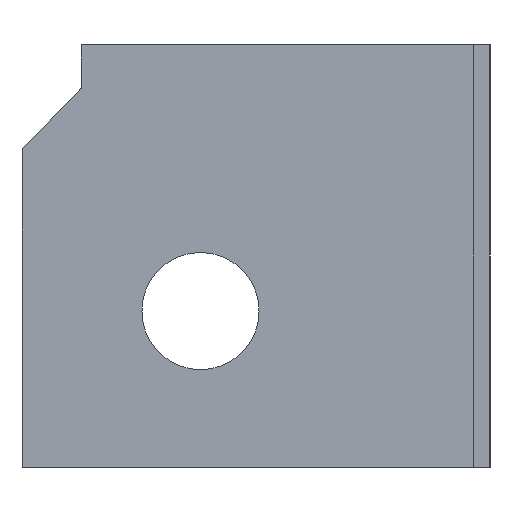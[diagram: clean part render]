
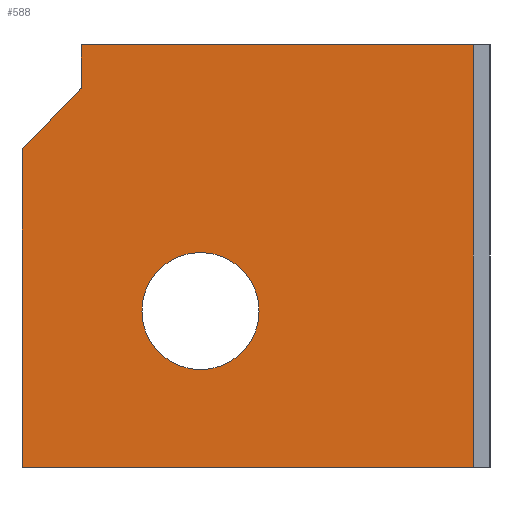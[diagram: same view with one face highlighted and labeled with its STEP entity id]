
A CAD part, front view. The second image highlights one B-rep face of the part: STEP entity #588.
In plain terms, the highlighted planar face has unit normal (0, -1, 0).
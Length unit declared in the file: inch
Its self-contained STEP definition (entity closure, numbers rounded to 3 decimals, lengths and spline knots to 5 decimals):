
#20=FACE_BOUND('',#67,.T.);
#27=CIRCLE('',#636,0.133);
#34=FACE_OUTER_BOUND('',#66,.T.);
#66=EDGE_LOOP('',(#414,#415,#416,#417,#418,#419,#420));
#67=EDGE_LOOP('',(#421));
#116=LINE('',#856,#194);
#118=LINE('',#860,#196);
#119=LINE('',#862,#197);
#120=LINE('',#864,#198);
#121=LINE('',#866,#199);
#122=LINE('',#868,#200);
#123=LINE('',#869,#201);
#194=VECTOR('',#694,0.3937);
#196=VECTOR('',#698,0.3937);
#197=VECTOR('',#699,0.3937);
#198=VECTOR('',#700,0.3937);
#199=VECTOR('',#701,0.3937);
#200=VECTOR('',#702,0.3937);
#201=VECTOR('',#703,0.3937);
#271=VERTEX_POINT('',#853);
#272=VERTEX_POINT('',#855);
#273=VERTEX_POINT('',#859);
#274=VERTEX_POINT('',#861);
#275=VERTEX_POINT('',#863);
#276=VERTEX_POINT('',#865);
#277=VERTEX_POINT('',#867);
#278=VERTEX_POINT('',#870);
#327=EDGE_CURVE('',#271,#272,#116,.T.);
#329=EDGE_CURVE('',#273,#271,#118,.T.);
#330=EDGE_CURVE('',#273,#274,#119,.T.);
#331=EDGE_CURVE('',#275,#274,#120,.T.);
#332=EDGE_CURVE('',#276,#275,#121,.T.);
#333=EDGE_CURVE('',#277,#276,#122,.F.);
#334=EDGE_CURVE('',#277,#272,#123,.T.);
#335=EDGE_CURVE('',#278,#278,#27,.T.);
#414=ORIENTED_EDGE('',*,*,#327,.F.);
#415=ORIENTED_EDGE('',*,*,#329,.F.);
#416=ORIENTED_EDGE('',*,*,#330,.T.);
#417=ORIENTED_EDGE('',*,*,#331,.F.);
#418=ORIENTED_EDGE('',*,*,#332,.F.);
#419=ORIENTED_EDGE('',*,*,#333,.F.);
#420=ORIENTED_EDGE('',*,*,#334,.T.);
#421=ORIENTED_EDGE('',*,*,#335,.T.);
#559=PLANE('',#635);
#588=ADVANCED_FACE('',(#34,#20),#559,.T.);
#635=AXIS2_PLACEMENT_3D('',#858,#696,#697);
#636=AXIS2_PLACEMENT_3D('',#871,#704,#705);
#694=DIRECTION('',(0.693,0.,0.721));
#696=DIRECTION('center_axis',(0.,-1.,0.));
#697=DIRECTION('ref_axis',(0.,0.,-1.));
#698=DIRECTION('',(0.,0.,1.));
#699=DIRECTION('',(1.,0.,0.));
#700=DIRECTION('',(0.,0.,-1.));
#701=DIRECTION('',(1.,0.,0.));
#702=DIRECTION('',(0.,0.,-1.));
#703=DIRECTION('',(-1.,0.,0.));
#704=DIRECTION('center_axis',(0.,1.,0.));
#705=DIRECTION('ref_axis',(1.,0.,0.));
#853=CARTESIAN_POINT('',(-1.625,0.5425,29.3658));
#855=CARTESIAN_POINT('',(-1.49114,0.5425,29.50524));
#856=CARTESIAN_POINT('',(-1.5018,0.5425,29.49414));
#858=CARTESIAN_POINT('Origin',(-1.5,0.5425,29.60449));
#859=CARTESIAN_POINT('',(-1.625,0.5425,28.64551));
#860=CARTESIAN_POINT('',(-1.625,0.5425,28.39551));
#861=CARTESIAN_POINT('',(-0.6,0.5425,28.64551));
#862=CARTESIAN_POINT('',(-1.5,0.5425,28.64551));
#863=CARTESIAN_POINT('',(-0.6,0.5425,29.60449));
#864=CARTESIAN_POINT('',(-0.6,0.5425,29.36474));
#865=CARTESIAN_POINT('',(-1.49,0.5425,29.60449));
#866=CARTESIAN_POINT('',(-1.5,0.5425,29.60449));
#867=CARTESIAN_POINT('',(-1.49,0.5425,29.50524));
#868=CARTESIAN_POINT('',(-1.49,0.5425,29.36474));
#869=CARTESIAN_POINT('',(-1.5,0.5425,29.50524));
#870=CARTESIAN_POINT('',(-1.35276,0.5425,29.));
#871=CARTESIAN_POINT('Origin',(-1.21976,0.5425,29.));
